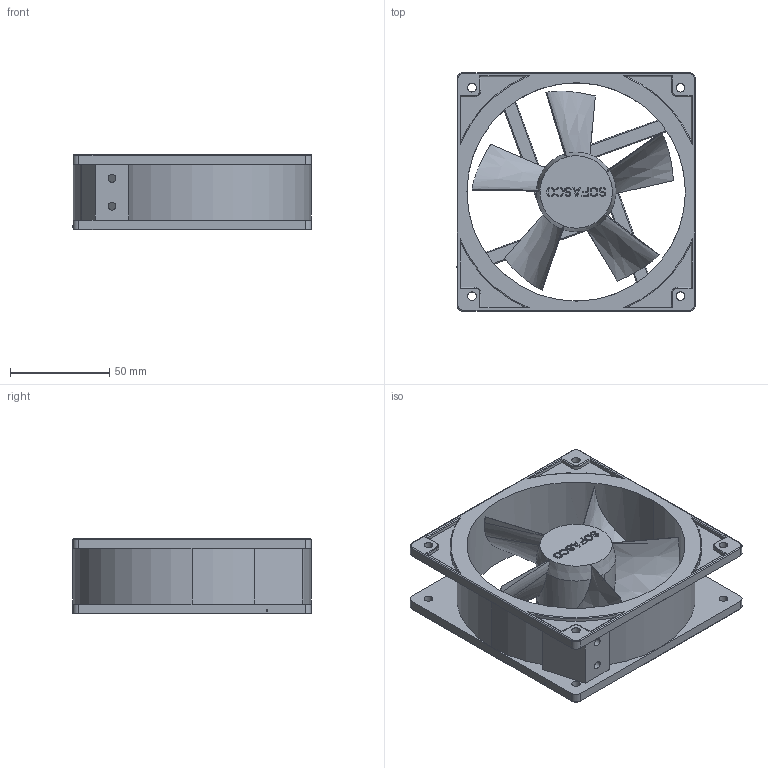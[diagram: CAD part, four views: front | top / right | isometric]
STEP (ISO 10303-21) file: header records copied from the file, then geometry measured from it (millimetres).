
FILE_DESCRIPTION((''),'2;1');
FILE_NAME('A12038-RF','2015-11-14T',('SYSTEM'),(''),'PRO/ENGINEER BY PARAMETRIC TECHNOLOGY CORPORATION, 2015110','PRO/ENGINEER BY PARAMETRIC TECHNOLOGY CORPORATION, 2015110','');
FILE_SCHEMA(('AUTOMOTIVE_DESIGN { 1 0 10303 214 1 1 1 1 }'));
Length unit declared in the file: millimetre
Products named in the file (1): A12038-RF
Bounding box: 120.16 x 120 x 38.25 mm (x, y, z)
Volume: 153360.2 mm3; surface area: 73898.6 mm2
Topology: 2 solids, 2 shells, 570 faces, 1545 edges, 989 vertices
Faces by surface type: plane 361, cylinder 125, bspline 43, torus 36, cone 5
Entity records: 25300 total; most frequent: CARTESIAN_POINT 6365, ORIENTED_EDGE 3090, DIRECTION 2661, PRESENTATION_STYLE_ASSIGNMENT 1556, STYLED_ITEM 1547, CURVE_STYLE 1545, EDGE_CURVE 1545, VECTOR 1147
